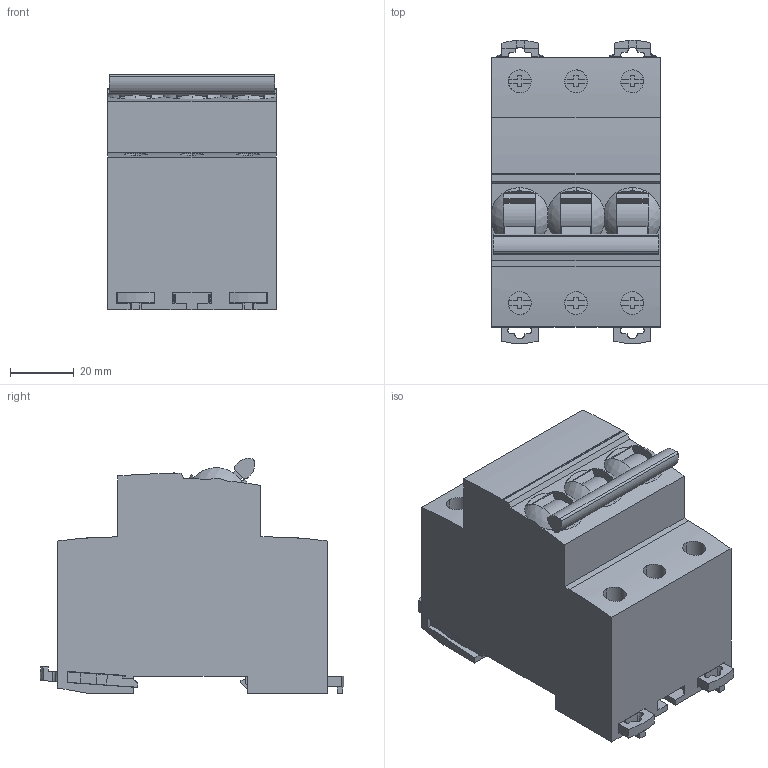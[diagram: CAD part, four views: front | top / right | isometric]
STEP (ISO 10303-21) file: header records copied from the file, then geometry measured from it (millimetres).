
FILE_DESCRIPTION((''),'2;1');
FILE_NAME('B100444','2013-06-13T',('SESA217760'),('Schneider-Electric'),'PRO/ENGINEER BY PARAMETRIC TECHNOLOGY CORPORATION, 2011410','PRO/ENGINEER BY PARAMETRIC TECHNOLOGY CORPORATION, 2011410','');
FILE_SCHEMA(('CONFIG_CONTROL_DESIGN'));
Length unit declared in the file: millimetre
Products named in the file (1): B100444
Bounding box: 53.1 x 95.4 x 74.07 mm (x, y, z)
Volume: 252291.1 mm3; surface area: 36080.8 mm2
Topology: 1 solids, 1 shells, 562 faces, 1778 edges, 1190 vertices
Faces by surface type: plane 493, cylinder 63, sphere 6
Entity records: 19877 total; most frequent: CARTESIAN_POINT 3947, ORIENTED_EDGE 3544, DIRECTION 3044, EDGE_CURVE 1772, VECTOR 1512, LINE 1512, VERTEX_POINT 1190, AXIS2_PLACEMENT_3D 766
